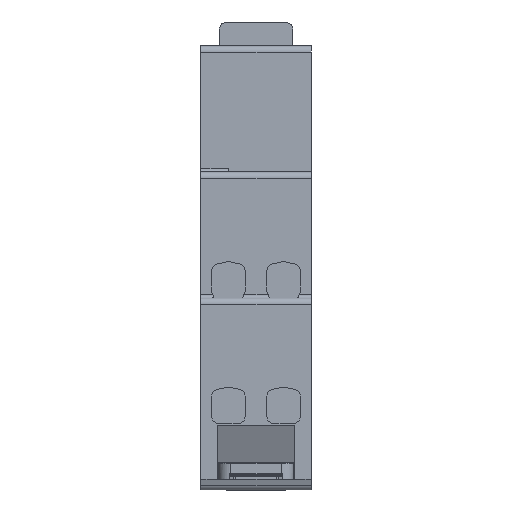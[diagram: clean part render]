
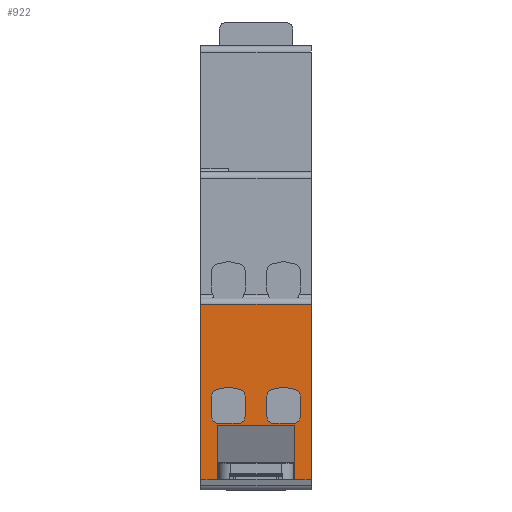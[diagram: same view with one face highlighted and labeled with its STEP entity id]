
A CAD part, front view. The second image highlights one B-rep face of the part: STEP entity #922.
In plain terms, the highlighted planar face has unit normal (0, -1, 0).
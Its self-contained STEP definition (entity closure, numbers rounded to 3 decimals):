
#922=ADVANCED_FACE('',(#2478,#2479,#2480),#2481,.T.);
#2478=FACE_OUTER_BOUND('',#5113,.T.);
#2479=FACE_BOUND('',#5114,.T.);
#2480=FACE_BOUND('',#5115,.T.);
#2481=PLANE('',#5116);
#5113=EDGE_LOOP('',(#9557,#9558,#9559,#9560,#9561,#9562,#9563,#9564));
#5114=EDGE_LOOP('',(#9565,#9566,#9567,#9568,#9569,#9570,#9571,#9572,#9573));
#5115=EDGE_LOOP('',(#9574,#9575,#9576,#9577,#9578,#9579,#9580,#9581,#9582));
#5116=AXIS2_PLACEMENT_3D('',#9583,#9584,#9585);
#9557=ORIENTED_EDGE('',*,*,#16042,.T.);
#9558=ORIENTED_EDGE('',*,*,#15769,.T.);
#9559=ORIENTED_EDGE('',*,*,#16036,.T.);
#9560=ORIENTED_EDGE('',*,*,#16043,.T.);
#9561=ORIENTED_EDGE('',*,*,#16044,.T.);
#9562=ORIENTED_EDGE('',*,*,#16045,.T.);
#9563=ORIENTED_EDGE('',*,*,#16037,.T.);
#9564=ORIENTED_EDGE('',*,*,#15891,.T.);
#9565=ORIENTED_EDGE('',*,*,#16046,.T.);
#9566=ORIENTED_EDGE('',*,*,#16047,.T.);
#9567=ORIENTED_EDGE('',*,*,#16048,.T.);
#9568=ORIENTED_EDGE('',*,*,#16049,.T.);
#9569=ORIENTED_EDGE('',*,*,#16050,.T.);
#9570=ORIENTED_EDGE('',*,*,#16051,.T.);
#9571=ORIENTED_EDGE('',*,*,#16052,.T.);
#9572=ORIENTED_EDGE('',*,*,#16053,.T.);
#9573=ORIENTED_EDGE('',*,*,#16054,.T.);
#9574=ORIENTED_EDGE('',*,*,#16055,.T.);
#9575=ORIENTED_EDGE('',*,*,#16056,.T.);
#9576=ORIENTED_EDGE('',*,*,#16057,.T.);
#9577=ORIENTED_EDGE('',*,*,#16058,.T.);
#9578=ORIENTED_EDGE('',*,*,#16059,.T.);
#9579=ORIENTED_EDGE('',*,*,#16060,.T.);
#9580=ORIENTED_EDGE('',*,*,#16061,.T.);
#9581=ORIENTED_EDGE('',*,*,#16062,.T.);
#9582=ORIENTED_EDGE('',*,*,#16063,.T.);
#9583=CARTESIAN_POINT('',(0.0,0.,1.7));
#9584=DIRECTION('',(0.0,-1.0,0.0));
#9585=DIRECTION('',(1.0,0.0,0.0));
#15769=EDGE_CURVE('',#18830,#18828,#18831,.T.);
#15891=EDGE_CURVE('',#19036,#19034,#19037,.T.);
#16036=EDGE_CURVE('',#18828,#19254,#19255,.T.);
#16037=EDGE_CURVE('',#19256,#19036,#19257,.T.);
#16042=EDGE_CURVE('',#19034,#18830,#19264,.T.);
#16043=EDGE_CURVE('',#19254,#19265,#19266,.T.);
#16044=EDGE_CURVE('',#19265,#19267,#19268,.T.);
#16045=EDGE_CURVE('',#19267,#19256,#19269,.T.);
#16046=EDGE_CURVE('',#19270,#19271,#19272,.T.);
#16047=EDGE_CURVE('',#19271,#19273,#19274,.T.);
#16048=EDGE_CURVE('',#19273,#19275,#19276,.T.);
#16049=EDGE_CURVE('',#19275,#19277,#19278,.T.);
#16050=EDGE_CURVE('',#19277,#19279,#19280,.T.);
#16051=EDGE_CURVE('',#19279,#19281,#19282,.T.);
#16052=EDGE_CURVE('',#19281,#19283,#19284,.T.);
#16053=EDGE_CURVE('',#19283,#19285,#19286,.T.);
#16054=EDGE_CURVE('',#19285,#19270,#19287,.T.);
#16055=EDGE_CURVE('',#19288,#19289,#19290,.T.);
#16056=EDGE_CURVE('',#19289,#19291,#19292,.T.);
#16057=EDGE_CURVE('',#19291,#19293,#19294,.T.);
#16058=EDGE_CURVE('',#19293,#19295,#19296,.T.);
#16059=EDGE_CURVE('',#19295,#19297,#19298,.T.);
#16060=EDGE_CURVE('',#19297,#19299,#19300,.T.);
#16061=EDGE_CURVE('',#19299,#19301,#19302,.T.);
#16062=EDGE_CURVE('',#19301,#19303,#19304,.T.);
#16063=EDGE_CURVE('',#19303,#19288,#19305,.T.);
#18828=VERTEX_POINT('',#23569);
#18830=VERTEX_POINT('',#23572);
#18831=LINE('',#23573,#23574);
#19034=VERTEX_POINT('',#23953);
#19036=VERTEX_POINT('',#23955);
#19037=LINE('',#23956,#23957);
#19254=VERTEX_POINT('',#24406);
#19255=LINE('',#24407,#24408);
#19256=VERTEX_POINT('',#24409);
#19257=LINE('',#24410,#24411);
#19264=LINE('',#24421,#24422);
#19265=VERTEX_POINT('',#24423);
#19266=LINE('',#24424,#24425);
#19267=VERTEX_POINT('',#24426);
#19268=LINE('',#24427,#24428);
#19269=LINE('',#24429,#24430);
#19270=VERTEX_POINT('',#24431);
#19271=VERTEX_POINT('',#24432);
#19272=LINE('',#24433,#24434);
#19273=VERTEX_POINT('',#24435);
#19274=CIRCLE('',#24436,1.1);
#19275=VERTEX_POINT('',#24437);
#19276=LINE('',#24438,#24439);
#19277=VERTEX_POINT('',#24440);
#19278=CIRCLE('',#24441,1.1);
#19279=VERTEX_POINT('',#24442);
#19280=LINE('',#24443,#24444);
#19281=VERTEX_POINT('',#24445);
#19282=CIRCLE('',#24446,1.1);
#19283=VERTEX_POINT('',#24447);
#19284=LINE('',#24448,#24449);
#19285=VERTEX_POINT('',#24450);
#19286=LINE('',#24451,#24452);
#19287=CIRCLE('',#24453,1.1);
#19288=VERTEX_POINT('',#24454);
#19289=VERTEX_POINT('',#24455);
#19290=LINE('',#24456,#24457);
#19291=VERTEX_POINT('',#24458);
#19292=CIRCLE('',#24459,1.1);
#19293=VERTEX_POINT('',#24460);
#19294=LINE('',#24461,#24462);
#19295=VERTEX_POINT('',#24463);
#19296=CIRCLE('',#24464,1.1);
#19297=VERTEX_POINT('',#24465);
#19298=LINE('',#24466,#24467);
#19299=VERTEX_POINT('',#24468);
#19300=CIRCLE('',#24469,1.1);
#19301=VERTEX_POINT('',#24470);
#19302=LINE('',#24471,#24472);
#19303=VERTEX_POINT('',#24473);
#19304=LINE('',#24474,#24475);
#19305=CIRCLE('',#24476,1.1);
#23569=CARTESIAN_POINT('',(0.0,0.,1.7));
#23572=CARTESIAN_POINT('',(0.0,0.,29.6));
#23573=CARTESIAN_POINT('',(0.0,0.,5.));
#23574=VECTOR('',#29554,1.0);
#23953=CARTESIAN_POINT('',(17.6,0.,29.6));
#23955=CARTESIAN_POINT('',(17.6,0.,1.7));
#23956=CARTESIAN_POINT('',(17.6,0.,1.7));
#23957=VECTOR('',#29751,1.0);
#24406=CARTESIAN_POINT('',(2.65,0.,1.7));
#24407=CARTESIAN_POINT('',(0.0,0.,1.7));
#24408=VECTOR('',#29897,1.0);
#24409=CARTESIAN_POINT('',(14.95,0.,1.7));
#24410=CARTESIAN_POINT('',(0.0,0.,1.7));
#24411=VECTOR('',#29898,1.0);
#24421=CARTESIAN_POINT('',(0.0,0.,29.6));
#24422=VECTOR('',#29902,1.0);
#24423=CARTESIAN_POINT('',(2.65,0.,10.3));
#24424=CARTESIAN_POINT('',(2.65,0.,1.7));
#24425=VECTOR('',#29903,1.0);
#24426=CARTESIAN_POINT('',(14.95,0.,10.3));
#24427=CARTESIAN_POINT('',(0.0,0.,10.3));
#24428=VECTOR('',#29904,1.0);
#24429=CARTESIAN_POINT('',(14.95,0.,1.7));
#24430=VECTOR('',#29905,1.0);
#24431=CARTESIAN_POINT('',(7.05,0.,14.963));
#24432=CARTESIAN_POINT('',(7.05,0.,11.7));
#24433=CARTESIAN_POINT('',(7.05,0.,1.7));
#24434=VECTOR('',#29906,1.0);
#24435=CARTESIAN_POINT('',(5.95,0.,10.6));
#24436=AXIS2_PLACEMENT_3D('',#29907,#29908,#29909);
#24437=CARTESIAN_POINT('',(2.85,0.,10.6));
#24438=CARTESIAN_POINT('',(0.0,0.,10.6));
#24439=VECTOR('',#29910,1.0);
#24440=CARTESIAN_POINT('',(1.75,0.,11.7));
#24441=AXIS2_PLACEMENT_3D('',#29911,#29912,#29913);
#24442=CARTESIAN_POINT('',(1.75,0.,14.963));
#24443=CARTESIAN_POINT('',(1.75,0.,1.7));
#24444=VECTOR('',#29914,1.0);
#24445=CARTESIAN_POINT('',(2.625,0.,16.039));
#24446=AXIS2_PLACEMENT_3D('',#29915,#29916,#29917);
#24447=CARTESIAN_POINT('',(4.4,0.,16.411));
#24448=CARTESIAN_POINT('',(2.625,0.,16.039));
#24449=VECTOR('',#29918,1.0);
#24450=CARTESIAN_POINT('',(6.175,0.,16.039));
#24451=CARTESIAN_POINT('',(4.4,0.,16.411));
#24452=VECTOR('',#29919,1.);
#24453=AXIS2_PLACEMENT_3D('',#29920,#29921,#29922);
#24454=CARTESIAN_POINT('',(15.85,0.,14.963));
#24455=CARTESIAN_POINT('',(15.85,0.,11.7));
#24456=CARTESIAN_POINT('',(15.85,0.,1.7));
#24457=VECTOR('',#29923,1.0);
#24458=CARTESIAN_POINT('',(14.75,0.,10.6));
#24459=AXIS2_PLACEMENT_3D('',#29924,#29925,#29926);
#24460=CARTESIAN_POINT('',(11.65,0.,10.6));
#24461=CARTESIAN_POINT('',(0.0,0.,10.6));
#24462=VECTOR('',#29927,1.0);
#24463=CARTESIAN_POINT('',(10.55,0.,11.7));
#24464=AXIS2_PLACEMENT_3D('',#29928,#29929,#29930);
#24465=CARTESIAN_POINT('',(10.55,0.,14.963));
#24466=CARTESIAN_POINT('',(10.55,0.,1.7));
#24467=VECTOR('',#29931,1.0);
#24468=CARTESIAN_POINT('',(11.425,0.,16.039));
#24469=AXIS2_PLACEMENT_3D('',#29932,#29933,#29934);
#24470=CARTESIAN_POINT('',(13.2,0.,16.411));
#24471=CARTESIAN_POINT('',(11.425,0.,16.039));
#24472=VECTOR('',#29935,1.0);
#24473=CARTESIAN_POINT('',(14.975,0.,16.039));
#24474=CARTESIAN_POINT('',(13.2,0.,16.411));
#24475=VECTOR('',#29936,1.0);
#24476=AXIS2_PLACEMENT_3D('',#29937,#29938,#29939);
#29554=DIRECTION('',(0.0,0.0,-1.0));
#29751=DIRECTION('',(0.0,0.0,1.0));
#29897=DIRECTION('',(1.0,0.0,0.0));
#29898=DIRECTION('',(1.0,0.0,0.0));
#29902=DIRECTION('',(-1.0,0.0,0.0));
#29903=DIRECTION('',(0.0,0.0,1.0));
#29904=DIRECTION('',(1.0,0.0,0.0));
#29905=DIRECTION('',(0.0,0.0,-1.0));
#29906=DIRECTION('',(0.0,0.0,-1.0));
#29907=CARTESIAN_POINT('',(5.95,0.0,11.7));
#29908=DIRECTION('',(-0.0,1.0,0.0));
#29909=DIRECTION('',(1.0,0.0,0.0));
#29910=DIRECTION('',(-1.0,0.0,0.0));
#29911=CARTESIAN_POINT('',(2.85,0.,11.7));
#29912=DIRECTION('',(-0.0,1.0,0.0));
#29913=DIRECTION('',(1.0,0.0,0.0));
#29914=DIRECTION('',(0.0,0.0,1.0));
#29915=CARTESIAN_POINT('',(2.85,0.0,14.963));
#29916=DIRECTION('',(-0.0,1.0,0.0));
#29917=DIRECTION('',(1.0,0.0,0.));
#29918=DIRECTION('',(0.979,0.0,0.205));
#29919=DIRECTION('',(0.979,0.0,-0.205));
#29920=CARTESIAN_POINT('',(5.95,0.0,14.963));
#29921=DIRECTION('',(-0.0,1.0,0.0));
#29922=DIRECTION('',(1.0,0.0,0.));
#29923=DIRECTION('',(0.0,0.0,-1.0));
#29924=CARTESIAN_POINT('',(14.75,0.0,11.7));
#29925=DIRECTION('',(-0.0,1.0,0.0));
#29926=DIRECTION('',(1.0,0.0,0.0));
#29927=DIRECTION('',(-1.0,0.0,0.0));
#29928=CARTESIAN_POINT('',(11.65,0.,11.7));
#29929=DIRECTION('',(-0.0,1.0,0.0));
#29930=DIRECTION('',(1.0,0.0,0.0));
#29931=DIRECTION('',(0.0,0.0,1.0));
#29932=CARTESIAN_POINT('',(11.65,0.0,14.963));
#29933=DIRECTION('',(0.0,1.0,0.0));
#29934=DIRECTION('',(1.0,0.0,0.));
#29935=DIRECTION('',(0.979,0.0,0.205));
#29936=DIRECTION('',(0.979,0.0,-0.205));
#29937=CARTESIAN_POINT('',(14.75,0.0,14.963));
#29938=DIRECTION('',(-0.0,1.0,0.0));
#29939=DIRECTION('',(1.0,0.0,0.));
